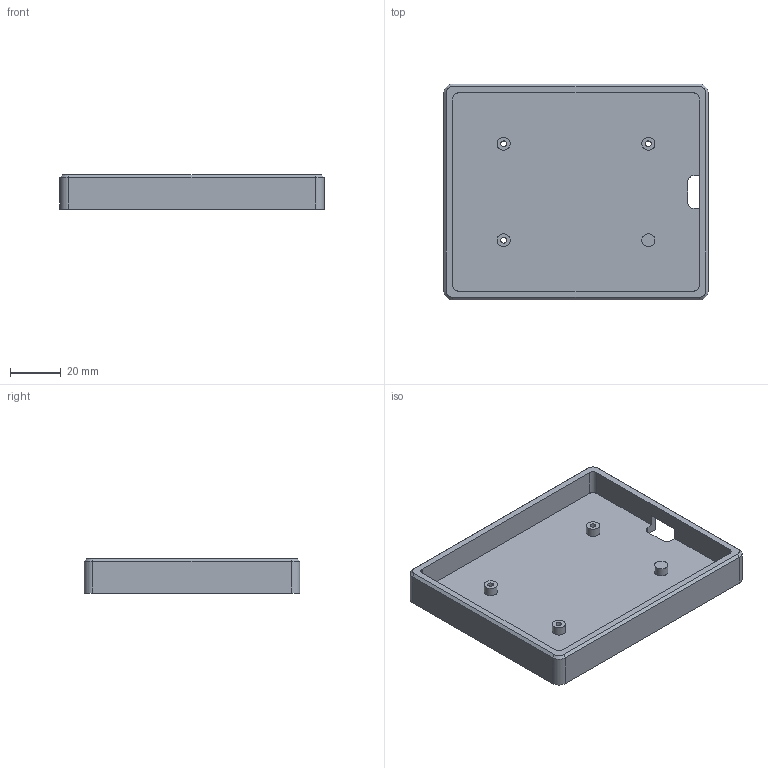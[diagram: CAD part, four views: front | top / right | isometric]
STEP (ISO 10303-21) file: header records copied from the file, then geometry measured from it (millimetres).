
FILE_DESCRIPTION(/* description */ (''),/* implementation_level */ '2;1');
FILE_NAME(/* name */ 'thorium_case_right.step',/* time_stamp */ '2025-08-30T21:39:03+09:00',/* author */ (''),/* organization */ (''),/* preprocessor_version */ 'ST-DEVELOPER v20.1',/* originating_system */ 'Autodesk Translation Framework v14.10.0.0',/* authorisation */ '');
FILE_SCHEMA (('AUTOMOTIVE_DESIGN { 1 0 10303 214 3 1 1 }'));
Length unit declared in the file: millimetre
Products named in the file (1): CaseR
Bounding box: 104 x 85 x 13.5 mm (x, y, z)
Volume: 43020.8 mm3; surface area: 26111.7 mm2
Topology: 1 solids, 1 shells, 49 faces, 121 edges, 77 vertices
Faces by surface type: plane 25, cylinder 17, cone 7
Full cylindrical faces by diameter (mm): 2.2 x3, 5.2 x4
Entity records: 1497 total; most frequent: DIRECTION 262, CARTESIAN_POINT 248, ORIENTED_EDGE 242, EDGE_CURVE 121, AXIS2_PLACEMENT_3D 91, LINE 80, VECTOR 80, VERTEX_POINT 77
